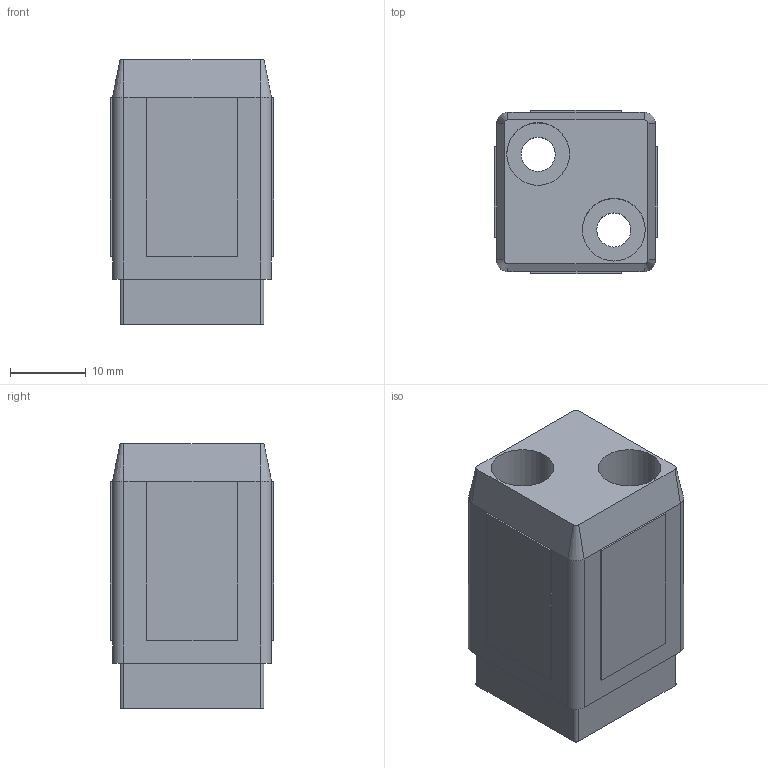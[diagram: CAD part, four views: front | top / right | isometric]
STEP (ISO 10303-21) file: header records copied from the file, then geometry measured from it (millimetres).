
FILE_DESCRIPTION(('STEP AP203'),'2;1');
FILE_NAME('XF30101G.stp','2011-02-02T12:36:21',(''),(''),'2009.3.110','THINKDESIGN','');
FILE_SCHEMA(('CONFIG_CONTROL_DESIGN'));
Length unit declared in the file: millimetre
Bounding box: 21.6 x 21.6 x 35 mm (x, y, z)
Volume: 11990.7 mm3; surface area: 5203.2 mm2
Topology: 1 solids, 1 shells, 53 faces, 136 edges, 88 vertices
Faces by surface type: plane 33, cylinder 12, bspline 8
Full cylindrical faces by diameter (mm): 4.5 x2, 8.281 x2
Entity records: 1847 total; most frequent: CARTESIAN_POINT 445, ORIENTED_EDGE 272, DIRECTION 262, EDGE_CURVE 136, VECTOR 100, LINE 100, VERTEX_POINT 88, AXIS2_PLACEMENT_3D 81
